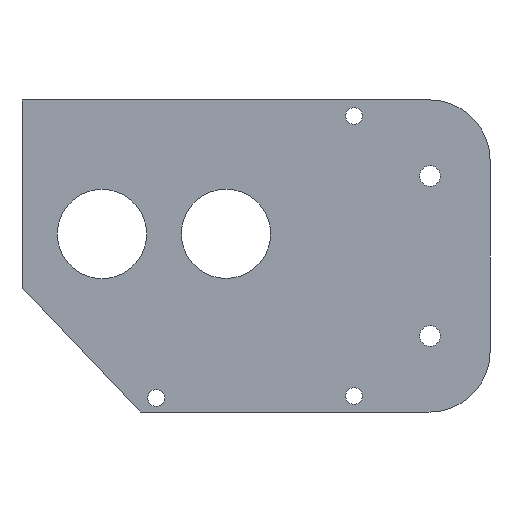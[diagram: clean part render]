
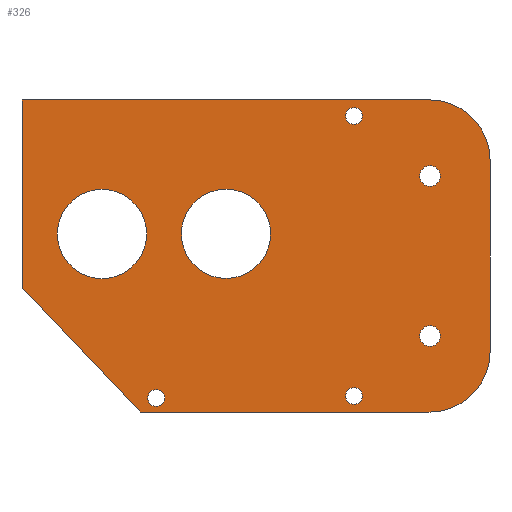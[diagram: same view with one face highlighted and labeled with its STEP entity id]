
A CAD part, front view. The second image highlights one B-rep face of the part: STEP entity #326.
In plain terms, the highlighted planar face has unit normal (0, -1, 0).
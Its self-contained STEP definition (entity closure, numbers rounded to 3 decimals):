
#22=FACE_BOUND('',#75,.T.);
#23=FACE_BOUND('',#76,.T.);
#24=FACE_BOUND('',#77,.T.);
#25=FACE_BOUND('',#78,.T.);
#26=FACE_BOUND('',#79,.T.);
#27=FACE_BOUND('',#80,.T.);
#28=FACE_BOUND('',#81,.T.);
#35=PLANE('',#374);
#51=FACE_OUTER_BOUND('',#74,.T.);
#74=EDGE_LOOP('',(#288,#289,#290,#291,#292,#293,#294));
#75=EDGE_LOOP('',(#295));
#76=EDGE_LOOP('',(#296));
#77=EDGE_LOOP('',(#297));
#78=EDGE_LOOP('',(#298));
#79=EDGE_LOOP('',(#299));
#80=EDGE_LOOP('',(#300));
#81=EDGE_LOOP('',(#301));
#88=LINE('',#501,#112);
#95=LINE('',#535,#119);
#98=LINE('',#541,#122);
#101=LINE('',#547,#125);
#104=LINE('',#552,#128);
#112=VECTOR('',#409,10.);
#119=VECTOR('',#448,10.);
#122=VECTOR('',#453,10.);
#125=VECTOR('',#458,10.);
#128=VECTOR('',#463,10.);
#130=CIRCLE('',#342,2.6);
#132=CIRCLE('',#345,2.6);
#134=CIRCLE('',#348,15.);
#136=CIRCLE('',#351,15.);
#139=CIRCLE('',#356,2.1);
#141=CIRCLE('',#359,2.1);
#143=CIRCLE('',#362,2.1);
#145=CIRCLE('',#365,11.15);
#147=CIRCLE('',#368,11.15);
#148=VERTEX_POINT('',#471);
#150=VERTEX_POINT('',#477);
#152=VERTEX_POINT('',#483);
#153=VERTEX_POINT('',#484);
#156=VERTEX_POINT('',#492);
#157=VERTEX_POINT('',#493);
#161=VERTEX_POINT('',#506);
#163=VERTEX_POINT('',#512);
#165=VERTEX_POINT('',#518);
#167=VERTEX_POINT('',#524);
#169=VERTEX_POINT('',#530);
#170=VERTEX_POINT('',#534);
#172=VERTEX_POINT('',#540);
#174=VERTEX_POINT('',#546);
#176=EDGE_CURVE('',#148,#148,#130,.T.);
#179=EDGE_CURVE('',#150,#150,#132,.T.);
#182=EDGE_CURVE('',#152,#153,#134,.T.);
#186=EDGE_CURVE('',#156,#157,#136,.T.);
#190=EDGE_CURVE('',#152,#157,#88,.T.);
#194=EDGE_CURVE('',#161,#161,#139,.T.);
#197=EDGE_CURVE('',#163,#163,#141,.T.);
#200=EDGE_CURVE('',#165,#165,#143,.T.);
#203=EDGE_CURVE('',#167,#167,#145,.T.);
#206=EDGE_CURVE('',#169,#169,#147,.T.);
#207=EDGE_CURVE('',#170,#153,#95,.T.);
#210=EDGE_CURVE('',#172,#170,#98,.T.);
#213=EDGE_CURVE('',#174,#172,#101,.T.);
#216=EDGE_CURVE('',#156,#174,#104,.T.);
#288=ORIENTED_EDGE('',*,*,#216,.F.);
#289=ORIENTED_EDGE('',*,*,#186,.T.);
#290=ORIENTED_EDGE('',*,*,#190,.F.);
#291=ORIENTED_EDGE('',*,*,#182,.T.);
#292=ORIENTED_EDGE('',*,*,#207,.F.);
#293=ORIENTED_EDGE('',*,*,#210,.F.);
#294=ORIENTED_EDGE('',*,*,#213,.F.);
#295=ORIENTED_EDGE('',*,*,#176,.T.);
#296=ORIENTED_EDGE('',*,*,#179,.T.);
#297=ORIENTED_EDGE('',*,*,#194,.T.);
#298=ORIENTED_EDGE('',*,*,#197,.T.);
#299=ORIENTED_EDGE('',*,*,#200,.T.);
#300=ORIENTED_EDGE('',*,*,#206,.F.);
#301=ORIENTED_EDGE('',*,*,#203,.F.);
#326=ADVANCED_FACE('',(#51,#22,#23,#24,#25,#26,#27,#28),#35,.F.);
#342=AXIS2_PLACEMENT_3D('',#472,#379,#380);
#345=AXIS2_PLACEMENT_3D('',#478,#386,#387);
#348=AXIS2_PLACEMENT_3D('',#485,#393,#394);
#351=AXIS2_PLACEMENT_3D('',#494,#401,#402);
#356=AXIS2_PLACEMENT_3D('',#508,#416,#417);
#359=AXIS2_PLACEMENT_3D('',#514,#423,#424);
#362=AXIS2_PLACEMENT_3D('',#520,#430,#431);
#365=AXIS2_PLACEMENT_3D('',#526,#437,#438);
#368=AXIS2_PLACEMENT_3D('',#532,#444,#445);
#374=AXIS2_PLACEMENT_3D('',#555,#467,#468);
#379=DIRECTION('center_axis',(0.,1.,0.));
#380=DIRECTION('ref_axis',(1.,0.,0.));
#386=DIRECTION('center_axis',(0.,1.,0.));
#387=DIRECTION('ref_axis',(1.,0.,0.));
#393=DIRECTION('center_axis',(0.,-1.,0.));
#394=DIRECTION('ref_axis',(0.,0.,1.));
#401=DIRECTION('center_axis',(0.,-1.,0.));
#402=DIRECTION('ref_axis',(1.,0.,0.));
#409=DIRECTION('',(0.,0.,-1.));
#416=DIRECTION('center_axis',(0.,1.,0.));
#417=DIRECTION('ref_axis',(-1.,0.,0.));
#423=DIRECTION('center_axis',(0.,1.,0.));
#424=DIRECTION('ref_axis',(-1.,0.,0.));
#430=DIRECTION('center_axis',(0.,1.,0.));
#431=DIRECTION('ref_axis',(-1.,0.,0.));
#437=DIRECTION('center_axis',(0.,-1.,0.));
#438=DIRECTION('ref_axis',(-1.,0.,0.));
#444=DIRECTION('center_axis',(0.,-1.,0.));
#445=DIRECTION('ref_axis',(-1.,0.,0.));
#448=DIRECTION('',(1.,0.,0.));
#453=DIRECTION('',(0.,0.,1.));
#458=DIRECTION('',(-0.688,0.,0.726));
#463=DIRECTION('',(-1.,0.,0.));
#467=DIRECTION('center_axis',(0.,1.,0.));
#468=DIRECTION('ref_axis',(-1.,0.,0.));
#471=CARTESIAN_POINT('',(79.4,25.,25.));
#472=CARTESIAN_POINT('Origin',(82.,25.,25.));
#477=CARTESIAN_POINT('',(79.4,25.,-15.));
#478=CARTESIAN_POINT('Origin',(82.,25.,-15.));
#483=CARTESIAN_POINT('',(97.,25.,29.));
#484=CARTESIAN_POINT('',(82.,25.,44.));
#485=CARTESIAN_POINT('Origin',(82.,25.,29.));
#492=CARTESIAN_POINT('',(82.,25.,-34.));
#493=CARTESIAN_POINT('',(97.,25.,-19.));
#494=CARTESIAN_POINT('Origin',(82.,25.,-19.));
#501=CARTESIAN_POINT('',(97.,25.,44.));
#506=CARTESIAN_POINT('',(65.1,25.,40.));
#508=CARTESIAN_POINT('Origin',(63.,25.,40.));
#512=CARTESIAN_POINT('',(65.1,25.,-30.));
#514=CARTESIAN_POINT('Origin',(63.,25.,-30.));
#518=CARTESIAN_POINT('',(15.645,25.,-30.5));
#520=CARTESIAN_POINT('Origin',(13.545,25.,-30.5));
#524=CARTESIAN_POINT('',(42.15,25.,10.546));
#526=CARTESIAN_POINT('Origin',(31.,25.,10.546));
#530=CARTESIAN_POINT('',(11.15,25.,10.5));
#532=CARTESIAN_POINT('Origin',(0.,25.,10.5));
#534=CARTESIAN_POINT('',(-20.,25.,44.));
#535=CARTESIAN_POINT('',(-20.,25.,44.));
#540=CARTESIAN_POINT('',(-20.,25.,-2.83));
#541=CARTESIAN_POINT('',(-20.,25.,-2.83));
#546=CARTESIAN_POINT('',(9.545,25.,-34.));
#547=CARTESIAN_POINT('',(9.545,25.,-34.));
#552=CARTESIAN_POINT('',(67.,25.,-34.));
#555=CARTESIAN_POINT('Origin',(23.5,25.,5.));
